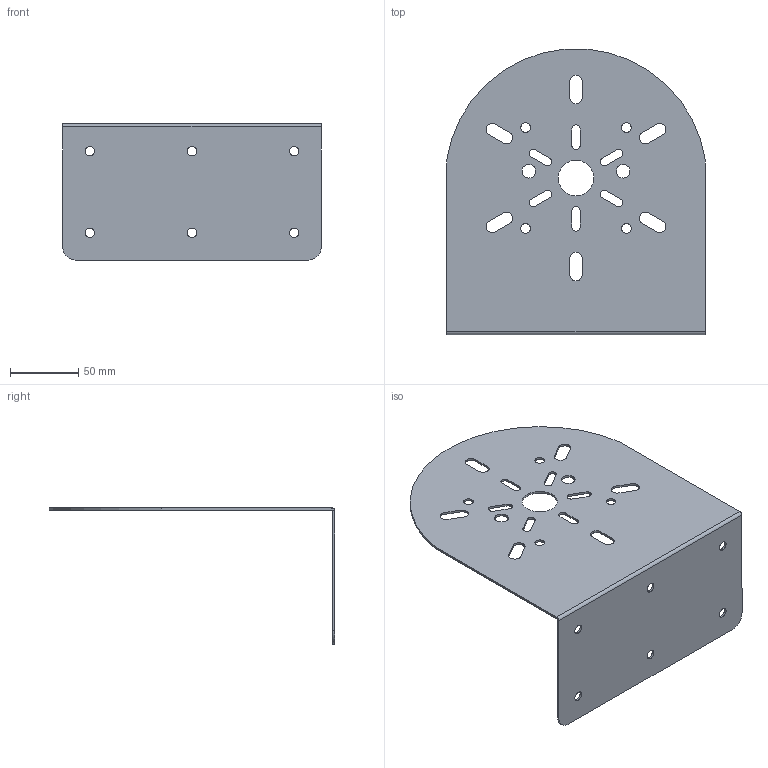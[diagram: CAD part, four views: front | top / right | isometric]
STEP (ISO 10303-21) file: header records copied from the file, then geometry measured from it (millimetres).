
FILE_DESCRIPTION (( 'STEP AP214' ), '1' );
FILE_NAME ('SZ-008.step', '2019-03-26T15:52:32', ( '' ), ( '' ), 'SwSTEP 2.0', 'SolidWorks 2018', '' );
FILE_SCHEMA (( 'AUTOMOTIVE_DESIGN' ));
Length unit declared in the file: inch
Products named in the file (1): SZ-008
Bounding box: 190 x 209.66 x 100 mm (x, y, z)
Volume: 83117.4 mm3; surface area: 106843.3 mm2
Topology: 1 solids, 1 shells, 98 faces, 280 edges, 184 vertices
Faces by surface type: cylinder 63, plane 35
Entity records: 3386 total; most frequent: DIRECTION 604, CARTESIAN_POINT 563, ORIENTED_EDGE 560, EDGE_CURVE 280, AXIS2_PLACEMENT_3D 225, VERTEX_POINT 184, LINE 154, VECTOR 154
